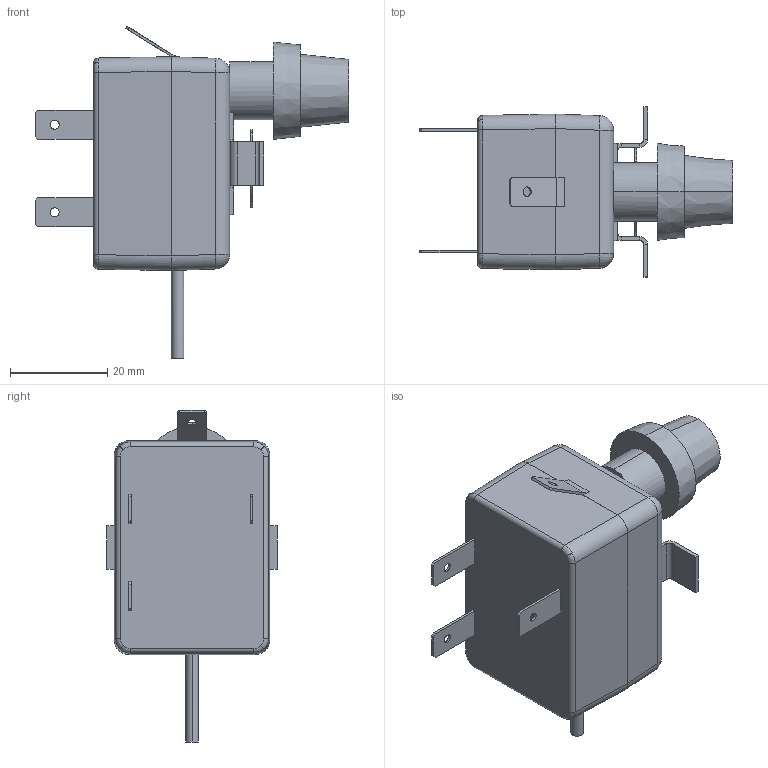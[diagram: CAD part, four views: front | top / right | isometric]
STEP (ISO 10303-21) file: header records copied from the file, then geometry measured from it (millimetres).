
FILE_DESCRIPTION (( 'STEP AP203' ), '1' );
FILE_NAME ('Kapilarni tep. pojistka WPR.STEP', '2013-02-20T11:27:02', ( 'Uzivatel' ), ( 'HP' ), 'SwSTEP 2.0', 'SolidWorks 2012', '' );
FILE_SCHEMA (( 'CONFIG_CONTROL_DESIGN' ));
Length unit declared in the file: millimetre
Products named in the file (1): Kapilarni tep. pojistka WPR
Bounding box: 64.5 x 35 x 68.32 mm (x, y, z)
Volume: 43355.3 mm3; surface area: 13721.9 mm2
Topology: 9 solids, 9 shells, 165 faces, 376 edges, 232 vertices
Faces by surface type: plane 104, cylinder 45, bspline 8, sphere 4, cone 4
Entity records: 4733 total; most frequent: CARTESIAN_POINT 988, DIRECTION 756, ORIENTED_EDGE 752, EDGE_CURVE 376, VECTOR 260, LINE 260, AXIS2_PLACEMENT_3D 248, VERTEX_POINT 232
